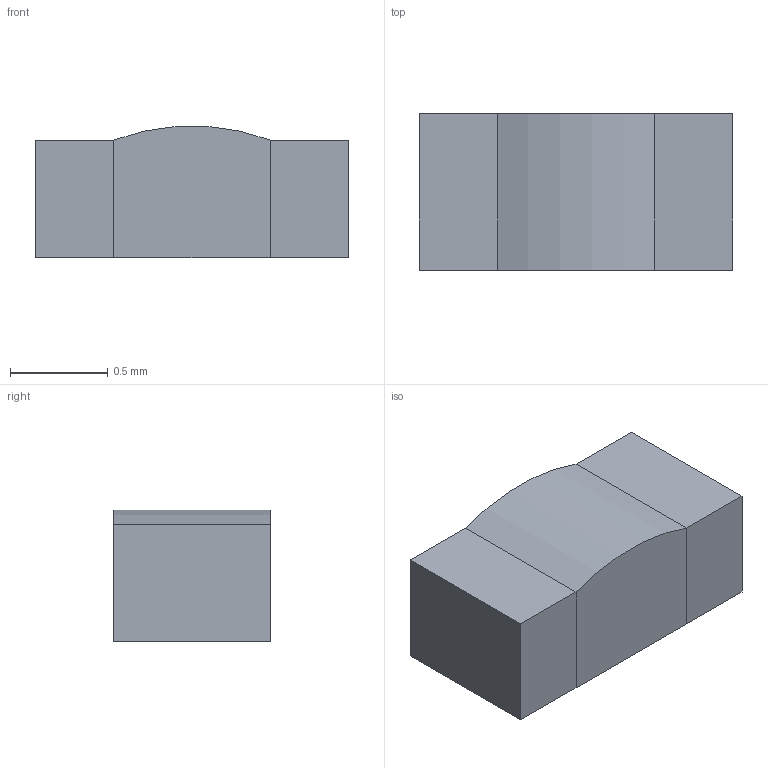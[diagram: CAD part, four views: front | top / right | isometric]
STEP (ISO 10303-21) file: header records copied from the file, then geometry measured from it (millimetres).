
FILE_DESCRIPTION( ( '' ), ' ' );
FILE_NAME( '5af544ccfaf4f80eb2f574ab.step', '2018-05-11T07:22:52', ( '' ), ( '' ), ' ', ' ', ' ' );
FILE_SCHEMA( ( 'AUTOMOTIVE_DESIGN { 1 0 10303 214 1 1 1 1 }' ) );
Length unit declared in the file: metre
Products named in the file (3): Open CASCADE STEP translator 6.8 1
Bounding box: 1.6 x 0.8 x 0.67 mm (x, y, z)
Volume: 0.8 mm3; surface area: 7.5 mm2
Topology: 3 solids, 3 shells, 18 faces, 36 edges, 24 vertices
Faces by surface type: plane 17, cylinder 1
Entity records: 822 total; most frequent: CARTESIAN_POINT 81, DIRECTION 80, ORIENTED_EDGE 72, STYLED_ITEM 54, PRESENTATION_STYLE_ASSIGNMENT 54, COLOUR_RGB 54, EDGE_CURVE 36, CURVE_STYLE 36
